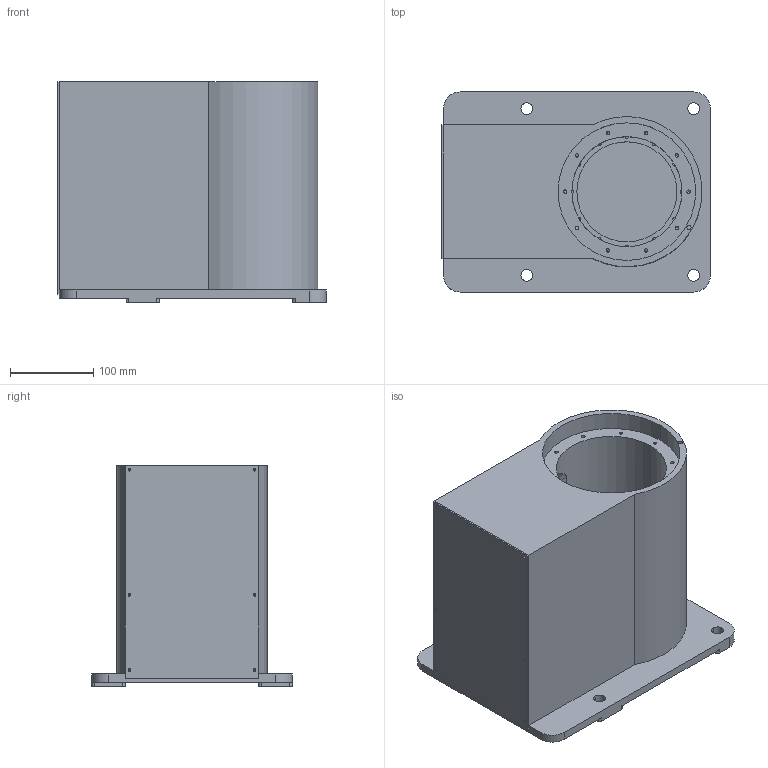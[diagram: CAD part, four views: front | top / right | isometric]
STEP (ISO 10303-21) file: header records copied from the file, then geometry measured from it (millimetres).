
FILE_DESCRIPTION (( 'STEP AP214' ), '1' );
FILE_NAME ('BASE.STEP', '2014-03-20T07:17:13', ( 'e10128' ), ( '' ), 'SwSTEP 2.0', 'SolidWorks 2010', '' );
FILE_SCHEMA (( 'AUTOMOTIVE_DESIGN' ));
Length unit declared in the file: millimetre
Products named in the file (4): _X2_5E955EA7677F91D1_X0_; _X2_5E955EA7_X0_; BASE; _X2_7B2C4E008EF85E955EA7_X0__C_X2_578B8D707DDA_X0_3
Assembly tree (3 placements, depth 2):
  BASE
    _X2_7B2C4E008EF85E955EA7_X0__C_X2_578B8D707DDA_X0_3
    _X2_5E955EA7_X0_
    _X2_5E955EA7677F91D1_X0_
Bounding box: 322 x 240 x 265 mm (x, y, z)
Volume: 4777170.8 mm3; surface area: 714927.2 mm2
Topology: 3 solids, 3 shells, 370 faces, 1026 edges, 620 vertices
Faces by surface type: cylinder 221, cone 85, plane 64
Entity records: 16058 total; most frequent: CARTESIAN_POINT 2260, DIRECTION 2166, ORIENTED_EDGE 1888, EDGE_CURVE 944, AXIS2_PLACEMENT_3D 874, VERTEX_POINT 620, CIRCLE 498, EDGE_LOOP 494
